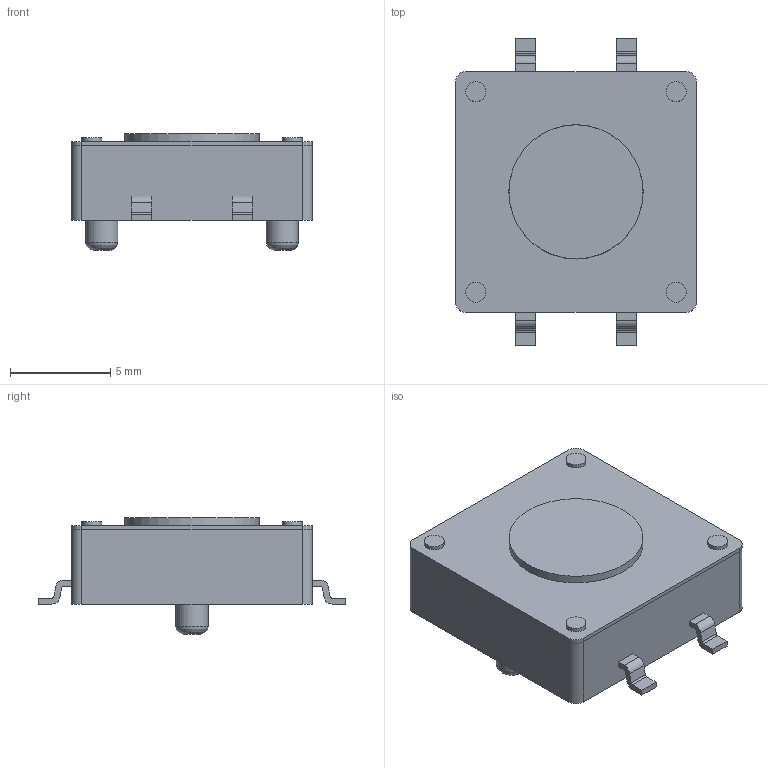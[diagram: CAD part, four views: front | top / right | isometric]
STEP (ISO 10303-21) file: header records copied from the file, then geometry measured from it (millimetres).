
FILE_DESCRIPTION(/* description */ (''),/* implementation_level */ '2;1');
FILE_NAME(/* name */ 'TACT-SWITCH-SMD-4C-12X12-4.3MM.stp',/* time_stamp */ '2020-10-19T14:13:29-03:00',/* author */ ('laguerre'),/* organization */ (''),/* preprocessor_version */ 'ST-DEVELOPER v17',/* originating_system */ 'Autodesk Inventor 2018',/* authorisation */ '');
FILE_SCHEMA (('AUTOMOTIVE_DESIGN { 1 0 10303 214 3 1 1 }'));
Length unit declared in the file: millimetre
Products named in the file (1): TACT-SWITCH-SMD-12X12MM
Bounding box: 12 x 15.3 x 5.8 mm (x, y, z)
Volume: 583.9 mm3; surface area: 808.9 mm2
Topology: 6 solids, 6 shells, 92 faces, 223 edges, 150 vertices
Faces by surface type: plane 59, cylinder 30, bspline 2, cone 1
Full cylindrical faces by diameter (mm): 1 x4, 1.6 x2
Entity records: 2862 total; most frequent: CARTESIAN_POINT 518, DIRECTION 477, ORIENTED_EDGE 446, EDGE_CURVE 223, AXIS2_PLACEMENT_3D 163, LINE 151, VECTOR 151, VERTEX_POINT 150
